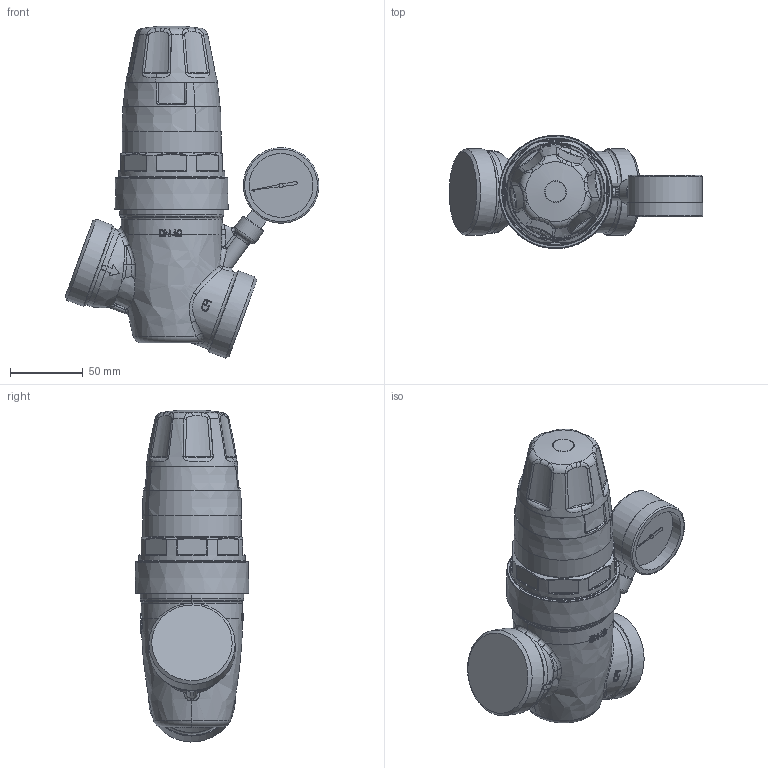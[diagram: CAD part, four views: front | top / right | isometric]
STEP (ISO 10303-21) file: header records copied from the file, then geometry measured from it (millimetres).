
FILE_DESCRIPTION(/* description */ (''),/* implementation_level */ '2;1');
FILE_NAME(/* name */ 'NA535881HA_Simplify_1.stp',/* time_stamp */ '2025-08-19T11:37:03-05:00',/* author */ ('ischreiner'),/* organization */ (''),/* preprocessor_version */ 'ST-DEVELOPER v20',/* originating_system */ 'Autodesk Inventor 2025',/* authorisation */ '');
FILE_SCHEMA (('AUTOMOTIVE_DESIGN { 1 0 10303 214 3 1 1 }'));
Products named in the file (1): NA535881HA_Simplify_1
Bounding box: 174.44 x 77.97 x 228.38 mm (x, y, z)
Volume: 930614.9 mm3; surface area: 75288.4 mm2
Topology: 2 solids, 2 shells, 753 faces, 2084 edges, 1352 vertices
Faces by surface type: bspline 276, cylinder 180, plane 174, torus 71, cone 29, sphere 23
Full cylindrical faces by diameter (mm): 1.089 x2, 2.723 x1, 3.81 x1, 5.3 x2, 7.95 x1, 10.16 x1, 13 x1, 14 x1, 17.996 x1, 44 x1, 51 x1, 52 x1, 56 x2, 59.4 x2, 68 x1, 73 x1, 73.986 x1
Entity records: 46624 total; most frequent: CARTESIAN_POINT 28596, ORIENTED_EDGE 4136, DIRECTION 2824, EDGE_CURVE 2068, VERTEX_POINT 1352, AXIS2_PLACEMENT_3D 1161, B_SPLINE_CURVE_WITH_KNOTS 881, EDGE_LOOP 786
